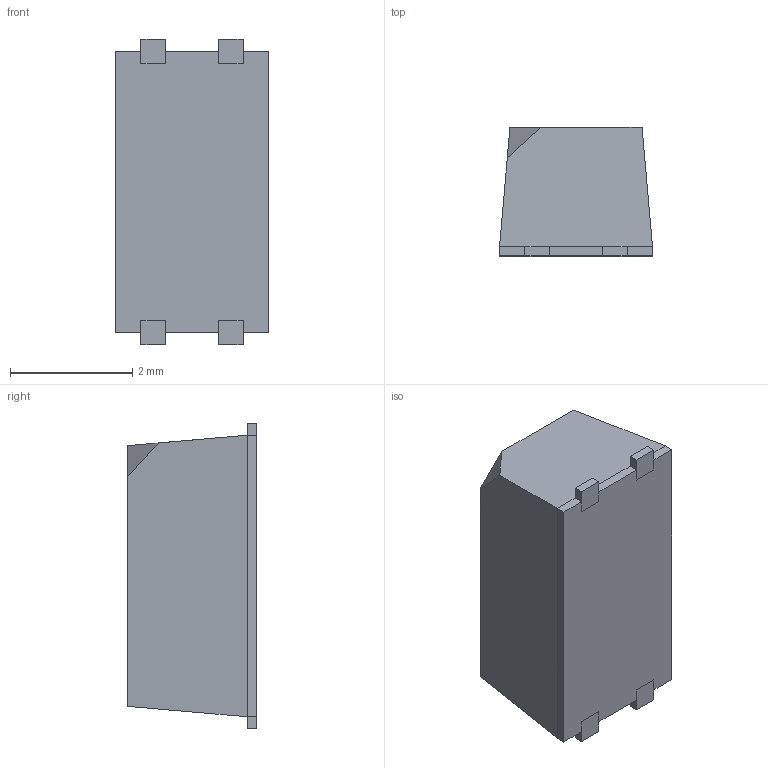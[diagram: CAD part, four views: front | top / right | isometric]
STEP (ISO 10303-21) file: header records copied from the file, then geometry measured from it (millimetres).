
FILE_DESCRIPTION(('FreeCAD Model'),'2;1');
FILE_NAME('PS2911.step', '2017-08-03T16:27:29',('kicad StepUp'),('ksu MCAD'), 'Open CASCADE STEP processor 6.8','FreeCAD','Unknown');
FILE_SCHEMA(('AUTOMOTIVE_DESIGN_CC2 { 1 2 10303 214 -1 1 5 4 }'));
Length unit declared in the file: millimetre
Products named in the file (1): PS2911
Bounding box: 2.5 x 2.1 x 5 mm (x, y, z)
Volume: 21.8 mm3; surface area: 50.4 mm2
Topology: 1 solids, 1 shells, 74 faces, 195 edges, 126 vertices
Faces by surface type: plane 50, bspline 22, cylinder 2
Entity records: 3419 total; most frequent: CARTESIAN_POINT 1210, ORIENTED_EDGE 390, DIRECTION 261, EDGE_CURVE 195, LINE 147, VECTOR 147, VERTEX_POINT 126, FACE_BOUND 77
